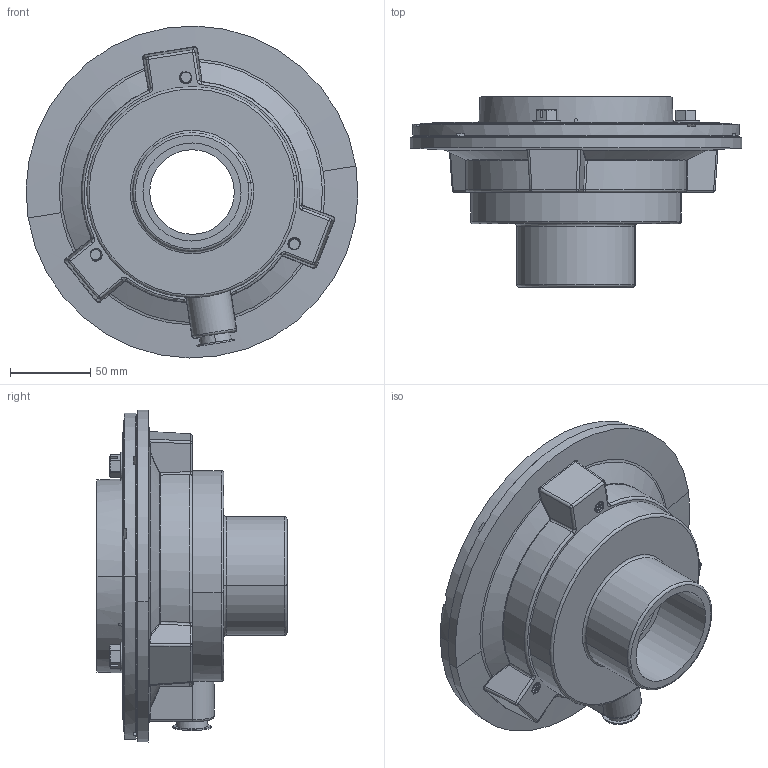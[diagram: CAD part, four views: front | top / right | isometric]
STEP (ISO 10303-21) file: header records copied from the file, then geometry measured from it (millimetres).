
FILE_DESCRIPTION((''),'2;1');
FILE_NAME('278P-02_ASM','2014-08-25T',('rsmith'),(''),'PRO/ENGINEER BY PARAMETRIC TECHNOLOGY CORPORATION, 2013150','PRO/ENGINEER BY PARAMETRIC TECHNOLOGY CORPORATION, 2013150','');
FILE_SCHEMA(('CONFIG_CONTROL_DESIGN'));
Length unit declared in the file: inch
Products named in the file (5): 91593; 91594; 92520; 91598; 278P-02_ASM
Assembly tree (6 placements, depth 2):
  278P-02_ASM
    91593
    91594
    92520  x3
    91598
Bounding box: 206.34 x 118.11 x 206.34 mm (x, y, z)
Volume: 637724.4 mm3; surface area: 214241.1 mm2
Topology: 6 solids, 6 shells, 1210 faces, 3201 edges, 2007 vertices
Faces by surface type: cylinder 522, cone 289, bspline 208, plane 141, torus 42, sphere 8
Entity records: 57604 total; most frequent: CARTESIAN_POINT 38875, ORIENTED_EDGE 4534, DIRECTION 2957, EDGE_CURVE 2267, VERTEX_POINT 1433, AXIS2_PLACEMENT_3D 1163, B_SPLINE_CURVE_WITH_KNOTS 1116, EDGE_LOOP 862
